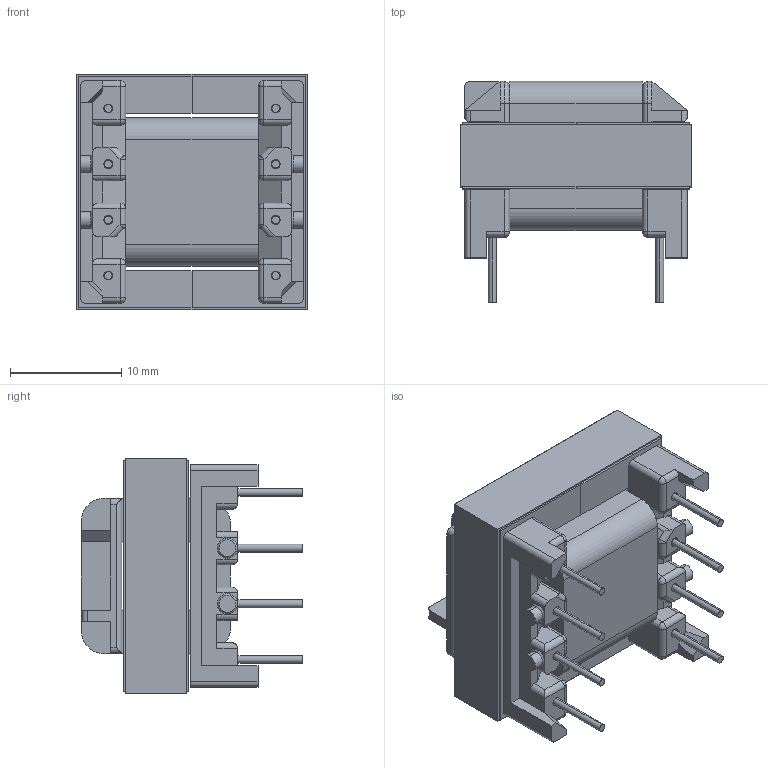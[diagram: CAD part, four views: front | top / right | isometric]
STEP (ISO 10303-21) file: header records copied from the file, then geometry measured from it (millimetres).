
FILE_DESCRIPTION (( 'STEP AP214' ), '1' );
FILE_NAME ('EE20-10-6_4442.STEP', '2021-06-30T20:29:51', ( '' ), ( '' ), 'SwSTEP 2.0', 'SolidWorks 2017', '' );
FILE_SCHEMA (( 'AUTOMOTIVE_DESIGN' ));
Length unit declared in the file: inch
Products named in the file (5): EE20-10-6_4442; 070-4442_coil; 150-2107_6B; 440-9987-2107; 070-4442_6D
Assembly tree (5 placements, depth 2):
  EE20-10-6_4442
    070-4442_6D
    070-4442_coil
    150-2107_6B  x2
    440-9987-2107
Bounding box: 20.72 x 19.85 x 21.12 mm (x, y, z)
Volume: 4345.6 mm3; surface area: 6093.8 mm2
Topology: 5 solids, 5 shells, 334 faces, 842 edges, 516 vertices
Faces by surface type: plane 185, cylinder 121, sphere 16, cone 8, torus 4
Entity records: 10200 total; most frequent: CARTESIAN_POINT 1718, DIRECTION 1620, ORIENTED_EDGE 1580, EDGE_CURVE 790, LINE 544, VECTOR 544, AXIS2_PLACEMENT_3D 538, VERTEX_POINT 492
